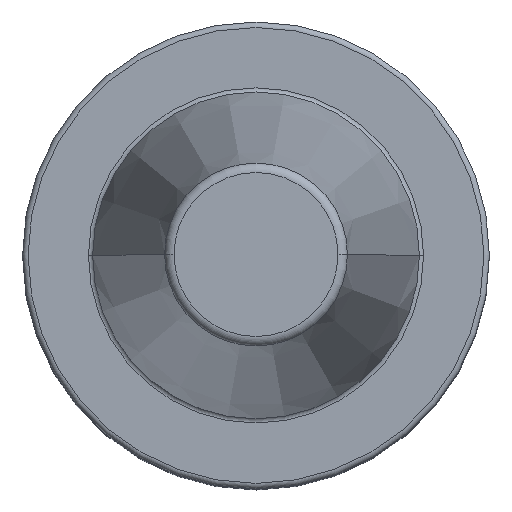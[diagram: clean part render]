
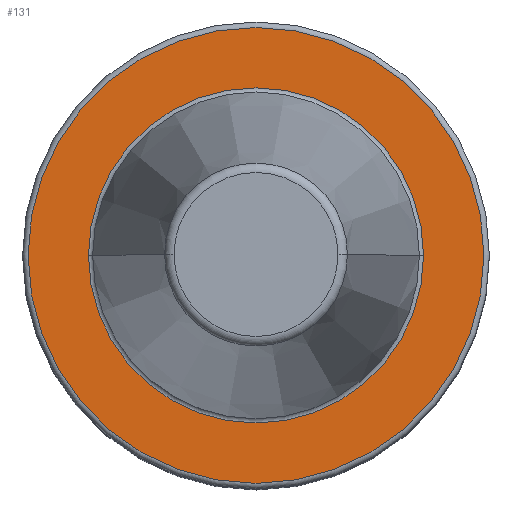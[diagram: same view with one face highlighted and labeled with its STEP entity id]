
A CAD part, top view. The second image highlights one B-rep face of the part: STEP entity #131.
In plain terms, the highlighted planar face has unit normal (0, 0, 1).
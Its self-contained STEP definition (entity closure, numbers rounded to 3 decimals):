
#38=PLANE('',#665);
#104=FACE_BOUND('',#221,.T.);
#105=FACE_BOUND('',#222,.T.);
#131=ADVANCED_FACE('',(#104,#105),#38,.F.);
#221=EDGE_LOOP('',(#327));
#222=EDGE_LOOP('',(#328,#329));
#327=ORIENTED_EDGE('',*,*,#494,.T.);
#328=ORIENTED_EDGE('',*,*,#434,.T.);
#329=ORIENTED_EDGE('',*,*,#436,.T.);
#387=VERTEX_POINT('',#916);
#390=VERTEX_POINT('',#921);
#430=VERTEX_POINT('',#1045);
#434=EDGE_CURVE('',#387,#390,#508,.T.);
#436=EDGE_CURVE('',#390,#387,#510,.T.);
#494=EDGE_CURVE('',#430,#430,#551,.T.);
#508=CIRCLE('',#598,22.79);
#510=CIRCLE('',#601,22.79);
#551=CIRCLE('',#664,31.);
#598=AXIS2_PLACEMENT_3D('',#922,#705,#706);
#601=AXIS2_PLACEMENT_3D('',#925,#711,#712);
#664=AXIS2_PLACEMENT_3D('',#1044,#854,#855);
#665=AXIS2_PLACEMENT_3D('',#1046,#856,#857);
#705=DIRECTION('',(0.,0.,-1.));
#706=DIRECTION('',(-1.,0.,0.));
#711=DIRECTION('',(0.,0.,-1.));
#712=DIRECTION('',(-1.,0.,0.));
#854=DIRECTION('',(0.,0.,1.));
#855=DIRECTION('',(-1.,0.,0.));
#856=DIRECTION('',(0.,0.,-1.));
#857=DIRECTION('',(1.,0.,0.));
#916=CARTESIAN_POINT('',(-22.79,0.,-3.2));
#921=CARTESIAN_POINT('',(22.79,0.,-3.2));
#922=CARTESIAN_POINT('',(0.,0.,-3.2));
#925=CARTESIAN_POINT('',(0.,0.,-3.2));
#1044=CARTESIAN_POINT('',(0.,0.,-3.2));
#1045=CARTESIAN_POINT('',(-31.,0.,-3.2));
#1046=CARTESIAN_POINT('',(0.,22.79,-3.2));
